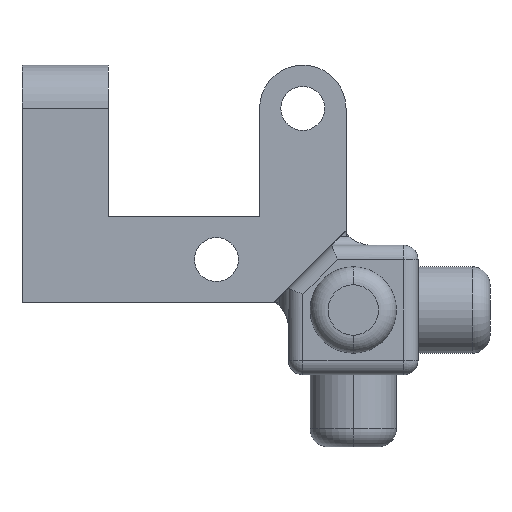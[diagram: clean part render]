
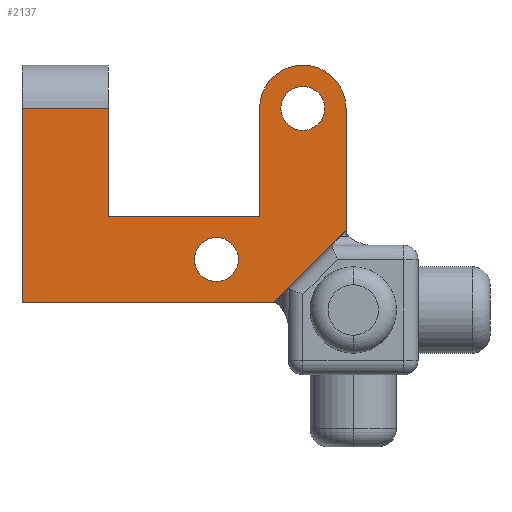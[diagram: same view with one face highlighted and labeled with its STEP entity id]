
A CAD part, left-side view. The second image highlights one B-rep face of the part: STEP entity #2137.
In plain terms, the highlighted planar face has unit normal (-1, 0, 0).
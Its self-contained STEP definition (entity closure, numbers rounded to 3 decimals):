
#13 = ORIENTED_EDGE ( 'NONE', *, *, #1637, .T. ) ;
#29 = CARTESIAN_POINT ( 'NONE',  ( 0., 10., 0. ) ) ;
#44 = DIRECTION ( 'NONE',  ( 0., 0.707, -0.707 ) ) ;
#73 = EDGE_LOOP ( 'NONE', ( #2100, #1599 ) ) ;
#141 = CIRCLE ( 'NONE', #1321, 3.05 ) ;
#204 = ORIENTED_EDGE ( 'NONE', *, *, #1683, .T. ) ;
#232 = VERTEX_POINT ( 'NONE', #2214 ) ;
#257 = VERTEX_POINT ( 'NONE', #1209 ) ;
#262 = VECTOR ( 'NONE', #1822, 1000. ) ;
#268 = CARTESIAN_POINT ( 'NONE',  ( 0., 33., 0. ) ) ;
#279 = CARTESIAN_POINT ( 'NONE',  ( 0., 33., 0. ) ) ;
#287 = VECTOR ( 'NONE', #1309, 1000. ) ;
#294 = AXIS2_PLACEMENT_3D ( 'NONE', #963, #1357, #1365 ) ;
#299 = DIRECTION ( 'NONE',  ( -1., 0., 0. ) ) ;
#384 = VERTEX_POINT ( 'NONE', #2296 ) ;
#412 = VECTOR ( 'NONE', #494, 1000. ) ;
#417 = CARTESIAN_POINT ( 'NONE',  ( 0., 6., 27. ) ) ;
#429 = VERTEX_POINT ( 'NONE', #1893 ) ;
#494 = DIRECTION ( 'NONE',  ( 0., 1., 0. ) ) ;
#513 = LINE ( 'NONE', #665, #2605 ) ;
#538 = DIRECTION ( 'NONE',  ( 0., 0., -1. ) ) ;
#553 = DIRECTION ( 'NONE',  ( 0., 0.707, -0.707 ) ) ;
#613 = CARTESIAN_POINT ( 'NONE',  ( 0., 18., 2.95 ) ) ;
#626 = CARTESIAN_POINT ( 'NONE',  ( 0., 18., 9.05 ) ) ;
#632 = EDGE_CURVE ( 'NONE', #1499, #429, #141, .T. ) ;
#643 = CARTESIAN_POINT ( 'NONE',  ( 0., 33., 12. ) ) ;
#658 = DIRECTION ( 'NONE',  ( 1., 0., 0. ) ) ;
#665 = CARTESIAN_POINT ( 'NONE',  ( 0., 0., 0. ) ) ;
#666 = ORIENTED_EDGE ( 'NONE', *, *, #812, .T. ) ;
#711 = CARTESIAN_POINT ( 'NONE',  ( 0., 33., 27. ) ) ;
#721 = VERTEX_POINT ( 'NONE', #29 ) ;
#778 = VERTEX_POINT ( 'NONE', #1842 ) ;
#783 = ORIENTED_EDGE ( 'NONE', *, *, #1431, .F. ) ;
#808 = EDGE_CURVE ( 'NONE', #1381, #778, #1580, .T. ) ;
#810 = CARTESIAN_POINT ( 'NONE',  ( 0., 6., 27. ) ) ;
#812 = EDGE_CURVE ( 'NONE', #1561, #2129, #513, .T. ) ;
#822 = LINE ( 'NONE', #913, #287 ) ;
#833 = DIRECTION ( 'NONE',  ( 0., -1., 0. ) ) ;
#900 = EDGE_CURVE ( 'NONE', #232, #721, #2410, .T. ) ;
#913 = CARTESIAN_POINT ( 'NONE',  ( 0., 45., 0. ) ) ;
#963 = CARTESIAN_POINT ( 'NONE',  ( 0., 6., 27. ) ) ;
#968 = CARTESIAN_POINT ( 'NONE',  ( 0., 21.5, -11.5 ) ) ;
#980 = DIRECTION ( 'NONE',  ( 0., 0., 1. ) ) ;
#1001 = DIRECTION ( 'NONE',  ( -1., 0., 0. ) ) ;
#1006 = CARTESIAN_POINT ( 'NONE',  ( 0., 6., 23.95 ) ) ;
#1036 = DIRECTION ( 'NONE',  ( 0., 0., 1. ) ) ;
#1038 = CARTESIAN_POINT ( 'NONE',  ( 0., 0., 27. ) ) ;
#1060 = EDGE_CURVE ( 'NONE', #2071, #2090, #1675, .T. ) ;
#1063 = ORIENTED_EDGE ( 'NONE', *, *, #1711, .F. ) ;
#1066 = ORIENTED_EDGE ( 'NONE', *, *, #2122, .T. ) ;
#1069 = LINE ( 'NONE', #711, #412 ) ;
#1103 = DIRECTION ( 'NONE',  ( 0., 0., 1. ) ) ;
#1125 = EDGE_CURVE ( 'NONE', #429, #1499, #1130, .T. ) ;
#1127 = DIRECTION ( 'NONE',  ( -1., 0., 0. ) ) ;
#1130 = CIRCLE ( 'NONE', #294, 3.05 ) ;
#1137 = CARTESIAN_POINT ( 'NONE',  ( 0., 6., 27. ) ) ;
#1156 = VERTEX_POINT ( 'NONE', #1159 ) ;
#1159 = CARTESIAN_POINT ( 'NONE',  ( 0., 9.972, 0.028 ) ) ;
#1188 = LINE ( 'NONE', #2008, #2067 ) ;
#1199 = CARTESIAN_POINT ( 'NONE',  ( 0., 18., 6. ) ) ;
#1209 = CARTESIAN_POINT ( 'NONE',  ( 0., 45., 27. ) ) ;
#1233 = CIRCLE ( 'NONE', #1756, 6. ) ;
#1242 = CARTESIAN_POINT ( 'NONE',  ( 0., 0., 10. ) ) ;
#1270 = DIRECTION ( 'NONE',  ( 0., 0., -1. ) ) ;
#1286 = FACE_BOUND ( 'NONE', #73, .T. ) ;
#1309 = DIRECTION ( 'NONE',  ( 0., 0., 1. ) ) ;
#1321 = AXIS2_PLACEMENT_3D ( 'NONE', #417, #1001, #2024 ) ;
#1357 = DIRECTION ( 'NONE',  ( -1., 0., 0. ) ) ;
#1365 = DIRECTION ( 'NONE',  ( 0., 0., 1. ) ) ;
#1381 = VERTEX_POINT ( 'NONE', #2180 ) ;
#1387 = DIRECTION ( 'NONE',  ( -1., 0., 0. ) ) ;
#1396 = CARTESIAN_POINT ( 'NONE',  ( 0., 21.5, -11.5 ) ) ;
#1415 = EDGE_CURVE ( 'NONE', #778, #2120, #1989, .T. ) ;
#1429 = CARTESIAN_POINT ( 'NONE',  ( 0., 12., 27. ) ) ;
#1431 = EDGE_CURVE ( 'NONE', #1561, #1567, #2529, .T. ) ;
#1434 = ORIENTED_EDGE ( 'NONE', *, *, #2023, .F. ) ;
#1460 = EDGE_LOOP ( 'NONE', ( #1063, #2056 ) ) ;
#1461 = DIRECTION ( 'NONE',  ( 0., 0., -1. ) ) ;
#1474 = EDGE_CURVE ( 'NONE', #1156, #1567, #2017, .T. ) ;
#1499 = VERTEX_POINT ( 'NONE', #1006 ) ;
#1504 = VECTOR ( 'NONE', #2309, 1000. ) ;
#1561 = VERTEX_POINT ( 'NONE', #1242 ) ;
#1567 = VERTEX_POINT ( 'NONE', #1651 ) ;
#1580 = LINE ( 'NONE', #643, #2279 ) ;
#1588 = AXIS2_PLACEMENT_3D ( 'NONE', #279, #658, #1461 ) ;
#1599 = ORIENTED_EDGE ( 'NONE', *, *, #632, .F. ) ;
#1633 = DIRECTION ( 'NONE',  ( -1., 0., 0. ) ) ;
#1635 = ORIENTED_EDGE ( 'NONE', *, *, #808, .F. ) ;
#1637 = EDGE_CURVE ( 'NONE', #1381, #384, #1672, .T. ) ;
#1639 = ORIENTED_EDGE ( 'NONE', *, *, #1415, .F. ) ;
#1651 = CARTESIAN_POINT ( 'NONE',  ( 0., 0.028, 9.972 ) ) ;
#1672 = LINE ( 'NONE', #268, #2242 ) ;
#1675 = CIRCLE ( 'NONE', #1794, 3.05 ) ;
#1683 = EDGE_CURVE ( 'NONE', #384, #257, #1069, .T. ) ;
#1700 = VECTOR ( 'NONE', #553, 1000. ) ;
#1711 = EDGE_CURVE ( 'NONE', #2090, #2071, #2078, .T. ) ;
#1756 = AXIS2_PLACEMENT_3D ( 'NONE', #810, #1633, #1270 ) ;
#1763 = CARTESIAN_POINT ( 'NONE',  ( 0., 12., 33. ) ) ;
#1764 = VECTOR ( 'NONE', #2381, 1000. ) ;
#1794 = AXIS2_PLACEMENT_3D ( 'NONE', #1199, #1387, #980 ) ;
#1822 = DIRECTION ( 'NONE',  ( 0., -0.707, 0.707 ) ) ;
#1842 = CARTESIAN_POINT ( 'NONE',  ( 0., 12., 12. ) ) ;
#1847 = AXIS2_PLACEMENT_3D ( 'NONE', #1137, #1127, #538 ) ;
#1865 = PLANE ( 'NONE',  #1588 ) ;
#1876 = CARTESIAN_POINT ( 'NONE',  ( 0., 33., 0. ) ) ;
#1893 = CARTESIAN_POINT ( 'NONE',  ( 0., 6., 30.05 ) ) ;
#1989 = LINE ( 'NONE', #1763, #1764 ) ;
#2008 = CARTESIAN_POINT ( 'NONE',  ( 0., 21.5, -11.5 ) ) ;
#2017 = LINE ( 'NONE', #1396, #262 ) ;
#2023 = EDGE_CURVE ( 'NONE', #1156, #721, #1188, .T. ) ;
#2024 = DIRECTION ( 'NONE',  ( 0., 0., 1. ) ) ;
#2048 = FACE_BOUND ( 'NONE', #1460, .T. ) ;
#2056 = ORIENTED_EDGE ( 'NONE', *, *, #1060, .F. ) ;
#2067 = VECTOR ( 'NONE', #44, 1000. ) ;
#2071 = VERTEX_POINT ( 'NONE', #613 ) ;
#2078 = CIRCLE ( 'NONE', #2126, 3.05 ) ;
#2079 = FACE_OUTER_BOUND ( 'NONE', #2365, .T. ) ;
#2090 = VERTEX_POINT ( 'NONE', #626 ) ;
#2100 = ORIENTED_EDGE ( 'NONE', *, *, #1125, .F. ) ;
#2120 = VERTEX_POINT ( 'NONE', #1429 ) ;
#2122 = EDGE_CURVE ( 'NONE', #2129, #2515, #1233, .T. ) ;
#2126 = AXIS2_PLACEMENT_3D ( 'NONE', #2287, #299, #1103 ) ;
#2129 = VERTEX_POINT ( 'NONE', #1038 ) ;
#2137 = ADVANCED_FACE ( 'NONE', ( #2079, #1286, #2048 ), #1865, .F. ) ;
#2173 = CARTESIAN_POINT ( 'NONE',  ( 0., 6., 33. ) ) ;
#2180 = CARTESIAN_POINT ( 'NONE',  ( 0., 33., 12. ) ) ;
#2214 = CARTESIAN_POINT ( 'NONE',  ( 0., 45., 0. ) ) ;
#2242 = VECTOR ( 'NONE', #2484, 1000. ) ;
#2279 = VECTOR ( 'NONE', #833, 1000. ) ;
#2287 = CARTESIAN_POINT ( 'NONE',  ( 0., 18., 6. ) ) ;
#2296 = CARTESIAN_POINT ( 'NONE',  ( 0., 33., 27. ) ) ;
#2309 = DIRECTION ( 'NONE',  ( 0., -1., 0. ) ) ;
#2313 = EDGE_CURVE ( 'NONE', #232, #257, #822, .T. ) ;
#2325 = ORIENTED_EDGE ( 'NONE', *, *, #900, .T. ) ;
#2365 = EDGE_LOOP ( 'NONE', ( #1434, #2544, #783, #666, #1066, #2518, #1639, #1635, #13, #204, #2479, #2325 ) ) ;
#2381 = DIRECTION ( 'NONE',  ( 0., 0., 1. ) ) ;
#2410 = LINE ( 'NONE', #1876, #1504 ) ;
#2411 = EDGE_CURVE ( 'NONE', #2515, #2120, #2496, .T. ) ;
#2479 = ORIENTED_EDGE ( 'NONE', *, *, #2313, .F. ) ;
#2484 = DIRECTION ( 'NONE',  ( 0., 0., 1. ) ) ;
#2496 = CIRCLE ( 'NONE', #1847, 6. ) ;
#2515 = VERTEX_POINT ( 'NONE', #2173 ) ;
#2518 = ORIENTED_EDGE ( 'NONE', *, *, #2411, .T. ) ;
#2529 = LINE ( 'NONE', #968, #1700 ) ;
#2544 = ORIENTED_EDGE ( 'NONE', *, *, #1474, .T. ) ;
#2605 = VECTOR ( 'NONE', #1036, 1000. ) ;
